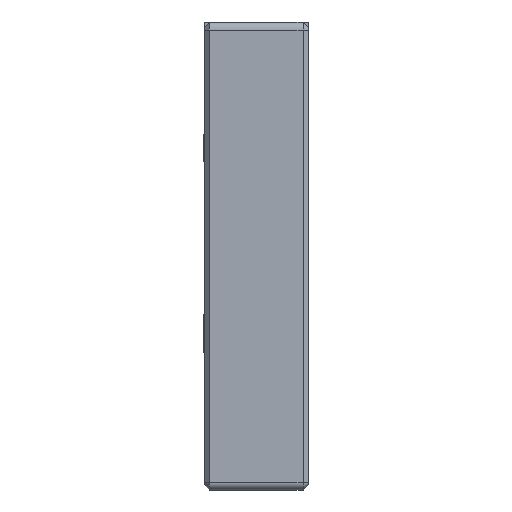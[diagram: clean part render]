
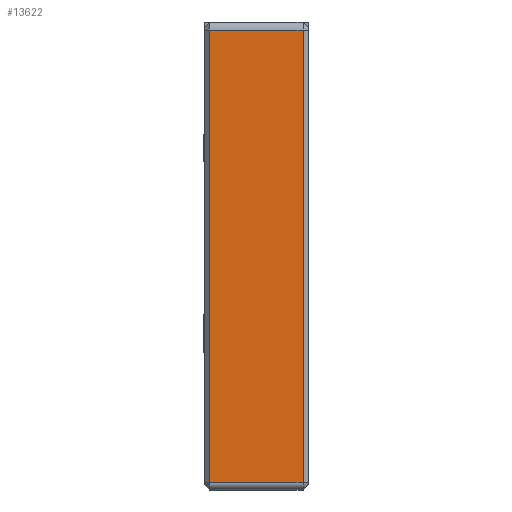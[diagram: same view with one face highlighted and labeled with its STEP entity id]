
A CAD part, left-side view. The second image highlights one B-rep face of the part: STEP entity #13622.
In plain terms, the highlighted planar face has unit normal (-1, 0, 0).
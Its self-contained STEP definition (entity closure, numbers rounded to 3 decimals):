
#1528 = VERTEX_POINT ( 'NONE', #2508 ) ;
#2508 = CARTESIAN_POINT ( 'NONE',  ( -9., 0.2, -8.7 ) ) ;
#3430 = VERTEX_POINT ( 'NONE', #14228 ) ;
#3581 = CARTESIAN_POINT ( 'NONE',  ( -9., 4., 8.7 ) ) ;
#4759 = ORIENTED_EDGE ( 'NONE', *, *, #19301, .T. ) ;
#4837 = ORIENTED_EDGE ( 'NONE', *, *, #9833, .T. ) ;
#4949 = FACE_OUTER_BOUND ( 'NONE', #19262, .T. ) ;
#5441 = CARTESIAN_POINT ( 'NONE',  ( -9., 0.2, 9. ) ) ;
#6205 = LINE ( 'NONE', #3581, #15036 ) ;
#6447 = VECTOR ( 'NONE', #12852, 1000. ) ;
#6557 = CARTESIAN_POINT ( 'NONE',  ( -9., 4., 9. ) ) ;
#8060 = DIRECTION ( 'NONE',  ( 1., 0., 0. ) ) ;
#8487 = EDGE_CURVE ( 'NONE', #9638, #3430, #19175, .T. ) ;
#8529 = LINE ( 'NONE', #17475, #6447 ) ;
#9601 = VECTOR ( 'NONE', #9836, 1000. ) ;
#9638 = VERTEX_POINT ( 'NONE', #15770 ) ;
#9833 = EDGE_CURVE ( 'NONE', #3430, #1528, #8529, .T. ) ;
#9836 = DIRECTION ( 'NONE',  ( 0., 0., 1. ) ) ;
#10287 = CARTESIAN_POINT ( 'NONE',  ( -9., 0.2, 8.7 ) ) ;
#10295 = DIRECTION ( 'NONE',  ( 0., 0., -1. ) ) ;
#10892 = VECTOR ( 'NONE', #10295, 1000. ) ;
#11250 = LINE ( 'NONE', #5441, #9601 ) ;
#12852 = DIRECTION ( 'NONE',  ( 0., -1., 0. ) ) ;
#13365 = ORIENTED_EDGE ( 'NONE', *, *, #8487, .T. ) ;
#13622 = ADVANCED_FACE ( 'NONE', ( #4949 ), #17030, .F. ) ;
#13826 = DIRECTION ( 'NONE',  ( 0., 1., 0. ) ) ;
#14228 = CARTESIAN_POINT ( 'NONE',  ( -9., 3.8, -8.7 ) ) ;
#14641 = CARTESIAN_POINT ( 'NONE',  ( -9., 3.8, -8.7 ) ) ;
#15036 = VECTOR ( 'NONE', #13826, 1000. ) ;
#15115 = VERTEX_POINT ( 'NONE', #10287 ) ;
#15530 = DIRECTION ( 'NONE',  ( 0., 0., -1. ) ) ;
#15770 = CARTESIAN_POINT ( 'NONE',  ( -9., 3.8, 8.7 ) ) ;
#17030 = PLANE ( 'NONE',  #17846 ) ;
#17475 = CARTESIAN_POINT ( 'NONE',  ( -9., 4., -8.7 ) ) ;
#17846 = AXIS2_PLACEMENT_3D ( 'NONE', #6557, #8060, #15530 ) ;
#18170 = EDGE_CURVE ( 'NONE', #15115, #9638, #6205, .T. ) ;
#19175 = LINE ( 'NONE', #14641, #10892 ) ;
#19262 = EDGE_LOOP ( 'NONE', ( #4837, #4759, #19519, #13365 ) ) ;
#19301 = EDGE_CURVE ( 'NONE', #1528, #15115, #11250, .T. ) ;
#19519 = ORIENTED_EDGE ( 'NONE', *, *, #18170, .T. ) ;
